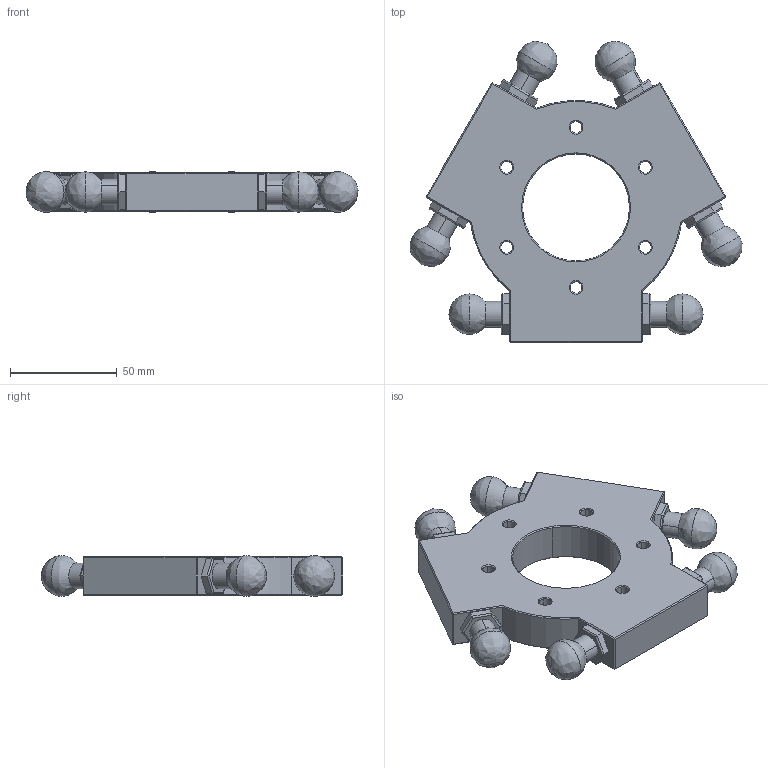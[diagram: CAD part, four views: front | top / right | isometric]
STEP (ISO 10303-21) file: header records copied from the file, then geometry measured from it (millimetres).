
FILE_DESCRIPTION (( 'STEP AP203' ), '1' );
FILE_NAME ('moving_platform_Default_sldprt.STEP', '2020-02-25T10:00:36', ( '' ), ( '' ), 'SwSTEP 2.0', 'SolidWorks 2017', '' );
FILE_SCHEMA (( 'CONFIG_CONTROL_DESIGN' ));
Length unit declared in the file: millimetre
Products named in the file (1): moving_platform_Default_sldprt
Bounding box: 155.42 x 140.98 x 19.05 mm (x, y, z)
Volume: 195947.6 mm3; surface area: 53246.2 mm2
Topology: 7 solids, 7 shells, 242 faces, 566 edges, 332 vertices
Faces by surface type: plane 89, cylinder 83, cone 58, bspline 12
Entity records: 6875 total; most frequent: CARTESIAN_POINT 1441, DIRECTION 1120, ORIENTED_EDGE 1084, EDGE_CURVE 542, AXIS2_PLACEMENT_3D 395, VERTEX_POINT 332, VECTOR 330, LINE 330
